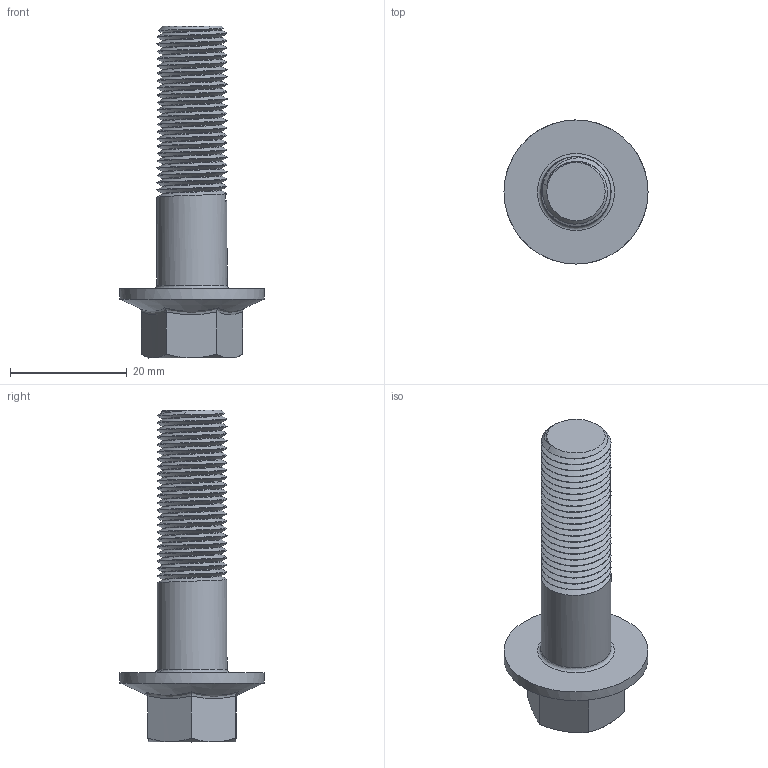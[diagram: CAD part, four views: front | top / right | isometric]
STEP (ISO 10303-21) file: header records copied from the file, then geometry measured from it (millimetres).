
FILE_DESCRIPTION(/* description */ (''),/* implementation_level */ '2;1');
FILE_NAME(/* name */ '1.stp',/* time_stamp */ '2024-06-26T09:12:12+08:00',/* author */ (''),/* organization */ (''),/* preprocessor_version */ 'ST-DEVELOPER v16.7',/* originating_system */ 'SIEMENS PLM Software NX 1946',/* authorisation */ '');
FILE_SCHEMA (('AUTOMOTIVE_DESIGN { 1 0 10303 214 3 1 1 1 }'));
Length unit declared in the file: millimetre
Products named in the file (1): zhenA0B01562mkic
Bounding box: 24.7 x 24.7 x 56.9 mm (x, y, z)
Surface area: 4502.8 mm2 (no closed solid volume)
Topology: 0 solids, 1 shells, 33 faces, 120 edges, 90 vertices
Faces by surface type: plane 11, cone 9, bspline 8, cylinder 4, torus 1
Full cylindrical faces by diameter (mm): 10.5 x1, 12 x1, 24.7 x1
Entity records: 4418 total; most frequent: CARTESIAN_POINT 3819, ORIENTED_EDGE 124, DIRECTION 84, EDGE_CURVE 62, EDGE_LOOP 40, VERTEX_POINT 40, B_SPLINE_CURVE_WITH_KNOTS 40, AXIS2_PLACEMENT_3D 37
